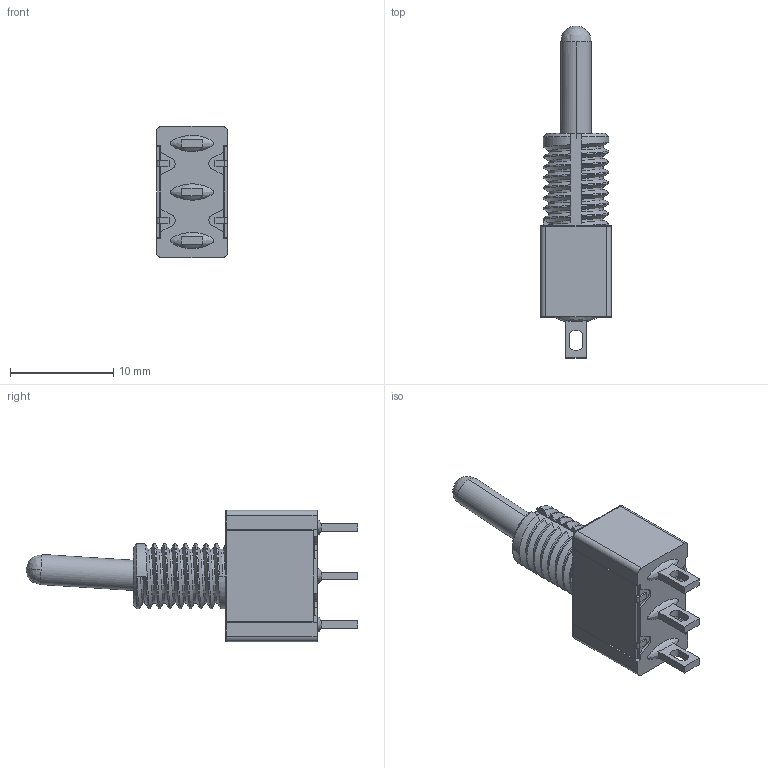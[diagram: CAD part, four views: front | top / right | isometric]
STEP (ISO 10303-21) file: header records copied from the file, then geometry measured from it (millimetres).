
FILE_DESCRIPTION (( 'STEP AP214' ), '1' );
FILE_NAME ('toggle_switch_1ms1t1b1m1qes.STEP', '2025-03-01T19:21:12', ( '' ), ( '' ), 'SwSTEP 2.0', 'SolidWorks 2024', '' );
FILE_SCHEMA (( 'AUTOMOTIVE_DESIGN' ));
Length unit declared in the file: millimetre
Products named in the file (1): toggle_switch_1ms1t1b1m1qes
Bounding box: 6.86 x 32.13 x 12.7 mm (x, y, z)
Volume: 1060.7 mm3; surface area: 1260.5 mm2
Topology: 1 solids, 1 shells, 175 faces, 492 edges, 326 vertices
Faces by surface type: plane 100, cylinder 41, bspline 32, cone 2
Entity records: 14125 total; most frequent: CARTESIAN_POINT 9016, ORIENTED_EDGE 976, DIRECTION 747, EDGE_CURVE 488, VERTEX_POINT 326, VECTOR 307, LINE 307, AXIS2_PLACEMENT_3D 220
